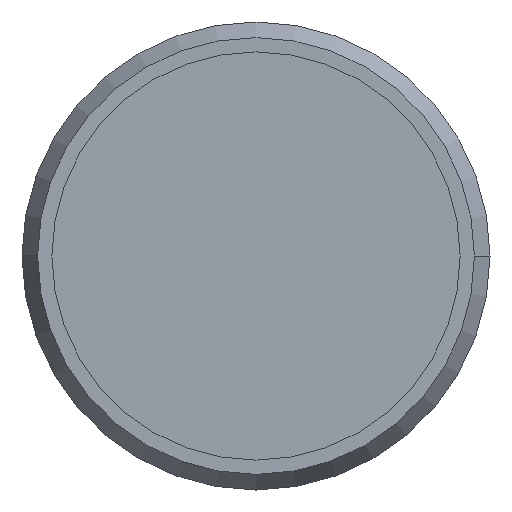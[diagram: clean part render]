
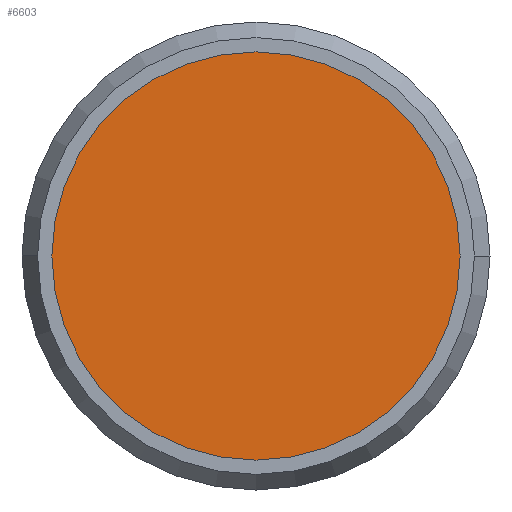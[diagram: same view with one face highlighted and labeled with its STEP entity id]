
A CAD part, front view. The second image highlights one B-rep face of the part: STEP entity #6603.
In plain terms, the highlighted planar face has unit normal (0, -1, 0).
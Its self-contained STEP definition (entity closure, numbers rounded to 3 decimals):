
#1848=CARTESIAN_POINT('',(0.,-18.73,
0.));
#1849=DIRECTION('',(0.,-1.,0.));
#1850=DIRECTION('',(1.,0.,0.));
#1851=AXIS2_PLACEMENT_3D('',#1848,#1849,#1850);
#1853=CARTESIAN_POINT('',(0.,-18.73,0.));
#1854=DIRECTION('',(0.,-1.,0.));
#1855=DIRECTION('',(-1.,0.,0.));
#1856=AXIS2_PLACEMENT_3D('',#1853,#1854,#1855);
#3084=CARTESIAN_POINT('',(7.85,-18.73,
0.));
#3085=CARTESIAN_POINT('',(-7.85,-18.73,
0.));
#3086=VERTEX_POINT('',#3084);
#3087=VERTEX_POINT('',#3085);
#6594=CARTESIAN_POINT('',(0.,-18.73,0.));
#6595=DIRECTION('',(0.,-1.,0.));
#6596=DIRECTION('',(1.,0.,0.));
#6597=AXIS2_PLACEMENT_3D('',#6594,#6595,#6596);
#6598=PLANE('',#6597);
#6599=ORIENTED_EDGE('',*,*,#6581,.F.);
#6600=ORIENTED_EDGE('',*,*,#6560,.F.);
#6601=EDGE_LOOP('',(#6599,#6600));
#6602=FACE_OUTER_BOUND('',#6601,.F.);
#6603=ADVANCED_FACE('',(#6602),#6598,.T.);
#1852=CIRCLE('',#1851,7.85);
#1857=CIRCLE('',#1856,7.85);
#6560=EDGE_CURVE('',#3087,#3086,#1857,.T.);
#6581=EDGE_CURVE('',#3086,#3087,#1852,.T.);
